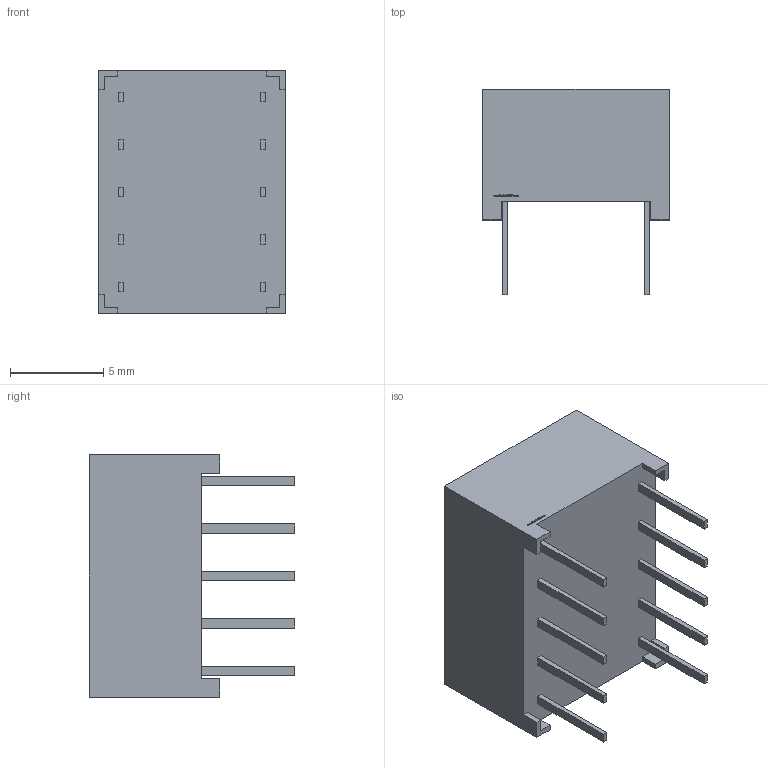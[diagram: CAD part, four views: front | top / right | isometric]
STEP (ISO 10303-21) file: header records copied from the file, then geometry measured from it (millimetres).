
FILE_DESCRIPTION(('FreeCAD Model'),'2;1');
FILE_NAME('Open CASCADE Shape Model','2024-07-13T12:55:04',( 'kicad StepUp'),('ksu MCAD'),'Open CASCADE STEP processor 7.6', 'FreeCAD','Unknown');
FILE_SCHEMA(('AUTOMOTIVE_DESIGN { 1 0 10303 214 1 1 1 1 }'));
Length unit declared in the file: millimetre
Products named in the file (1): end-el-san Co Ltd-King Bright SA39-11
Bounding box: 10 x 11 x 13 mm (x, y, z)
Volume: 785.2 mm3; surface area: 634.7 mm2
Topology: 1 solids, 1 shells, 411 faces, 1089 edges, 726 vertices
Faces by surface type: plane 293, bspline 116, cylinder 2
Entity records: 20946 total; most frequent: CARTESIAN_POINT 8615, ORIENTED_EDGE 2178, DIRECTION 1453, EDGE_CURVE 1089, LINE 853, VECTOR 853, VERTEX_POINT 726, FACE_BOUND 457
